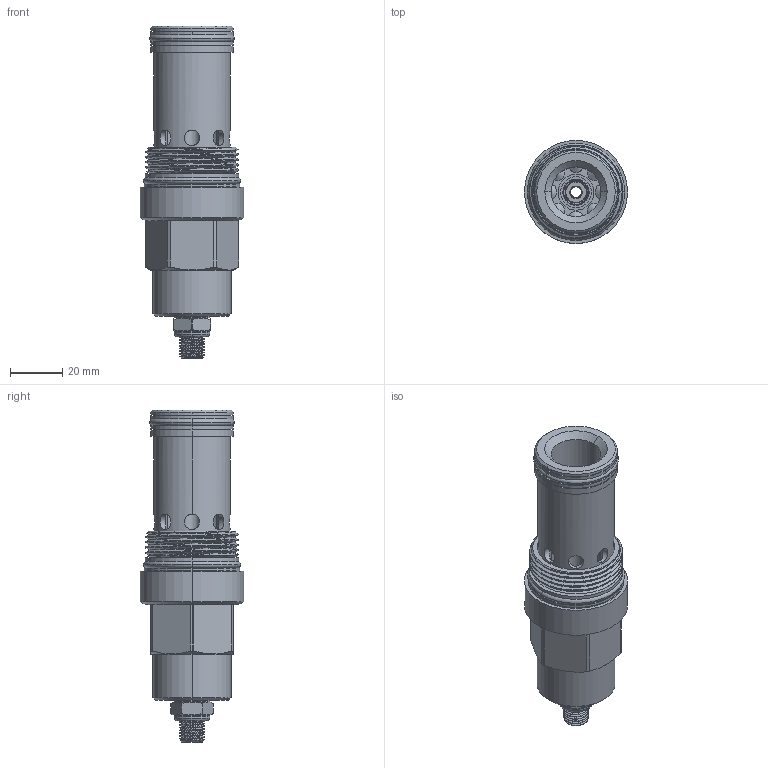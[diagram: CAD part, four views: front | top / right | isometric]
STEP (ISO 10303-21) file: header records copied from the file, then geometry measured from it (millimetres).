
FILE_DESCRIPTION (( 'STEP AP203' ), '1' );
FILE_NAME ('NV16A20-L.STEP', '2016-07-22T01:10:28', ( '' ), ( '' ), 'SwSTEP 2.0', 'SolidWorks 2012', '' );
FILE_SCHEMA (( 'CONFIG_CONTROL_DESIGN' ));
Length unit declared in the file: millimetre
Products named in the file (1): NV16A20-L
Bounding box: 39.6 x 39.6 x 127.43 mm (x, y, z)
Surface area: 24063.7 mm2 (no closed solid volume)
Topology: 0 solids, 12 shells, 234 faces, 667 edges, 427 vertices
Faces by surface type: cylinder 120, plane 42, cone 42, torus 22, bspline 8
Entity records: 13460 total; most frequent: CARTESIAN_POINT 7810, ORIENTED_EDGE 1191, DIRECTION 1118, EDGE_CURVE 651, AXIS2_PLACEMENT_3D 458, VERTEX_POINT 427, EDGE_LOOP 266, FACE_OUTER_BOUND 234
